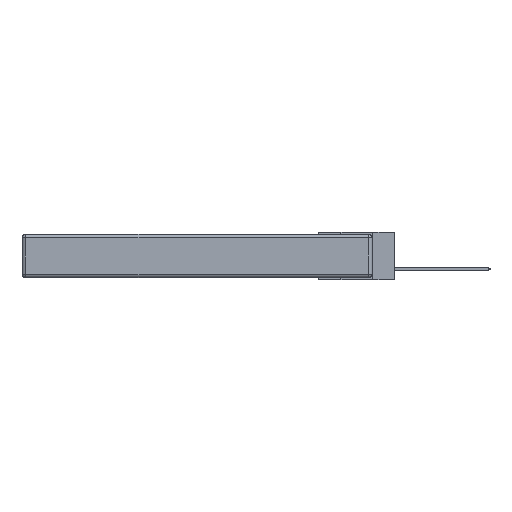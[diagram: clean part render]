
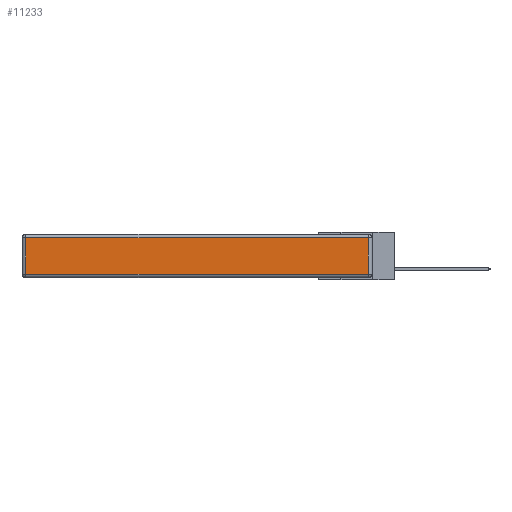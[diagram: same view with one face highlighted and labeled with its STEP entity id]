
A CAD part, left-side view. The second image highlights one B-rep face of the part: STEP entity #11233.
In plain terms, the highlighted planar face has unit normal (-1, 0, 0).
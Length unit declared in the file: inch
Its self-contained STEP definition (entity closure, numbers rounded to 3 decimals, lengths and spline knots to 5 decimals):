
#5 = VERTEX_POINT ( 'NONE', #9948 ) ;
#797 = LINE ( 'NONE', #3153, #15171 ) ;
#1126 = VECTOR ( 'NONE', #14749, 39.37008 ) ;
#1278 = VECTOR ( 'NONE', #18376, 39.37008 ) ;
#1457 = CARTESIAN_POINT ( 'NONE',  ( 0., 0., -0.343 ) ) ;
#3153 = CARTESIAN_POINT ( 'NONE',  ( 0., 2.75, -0.03 ) ) ;
#3745 = EDGE_CURVE ( 'NONE', #8058, #8541, #797, .T. ) ;
#3813 = AXIS2_PLACEMENT_3D ( 'NONE', #1457, #17847, #12929 ) ;
#3960 = DIRECTION ( 'NONE',  ( 0., -1., 0. ) ) ;
#4328 = LINE ( 'NONE', #20337, #15300 ) ;
#5331 = FACE_OUTER_BOUND ( 'NONE', #20861, .T. ) ;
#6209 = ORIENTED_EDGE ( 'NONE', *, *, #8394, .T. ) ;
#6240 = CARTESIAN_POINT ( 'NONE',  ( 0., 0.03, -0.343 ) ) ;
#6630 = VERTEX_POINT ( 'NONE', #9710 ) ;
#8058 = VERTEX_POINT ( 'NONE', #14968 ) ;
#8394 = EDGE_CURVE ( 'NONE', #8541, #5, #14353, .T. ) ;
#8541 = VERTEX_POINT ( 'NONE', #11910 ) ;
#9710 = CARTESIAN_POINT ( 'NONE',  ( 0., 0.03, -0.313 ) ) ;
#9948 = CARTESIAN_POINT ( 'NONE',  ( 0., 2.72, -0.313 ) ) ;
#10447 = EDGE_CURVE ( 'NONE', #5, #6630, #4328, .T. ) ;
#10522 = ORIENTED_EDGE ( 'NONE', *, *, #10447, .T. ) ;
#11233 = ADVANCED_FACE ( 'NONE', ( #5331 ), #17916, .T. ) ;
#11563 = CARTESIAN_POINT ( 'NONE',  ( 0., 2.72, -0.343 ) ) ;
#11721 = EDGE_CURVE ( 'NONE', #6630, #8058, #16828, .T. ) ;
#11910 = CARTESIAN_POINT ( 'NONE',  ( 0., 2.72, -0.03 ) ) ;
#12929 = DIRECTION ( 'NONE',  ( 0., 0., 1. ) ) ;
#14353 = LINE ( 'NONE', #11563, #1278 ) ;
#14600 = ORIENTED_EDGE ( 'NONE', *, *, #11721, .T. ) ;
#14749 = DIRECTION ( 'NONE',  ( 0., 0., 1. ) ) ;
#14968 = CARTESIAN_POINT ( 'NONE',  ( 0., 0.03, -0.03 ) ) ;
#14997 = ORIENTED_EDGE ( 'NONE', *, *, #3745, .T. ) ;
#15171 = VECTOR ( 'NONE', #16587, 39.37008 ) ;
#15300 = VECTOR ( 'NONE', #3960, 39.37008 ) ;
#16587 = DIRECTION ( 'NONE',  ( 0., 1., 0. ) ) ;
#16828 = LINE ( 'NONE', #6240, #1126 ) ;
#17847 = DIRECTION ( 'NONE',  ( -1., 0., 0. ) ) ;
#17916 = PLANE ( 'NONE',  #3813 ) ;
#18376 = DIRECTION ( 'NONE',  ( 0., 0., -1. ) ) ;
#20337 = CARTESIAN_POINT ( 'NONE',  ( 0., 0., -0.313 ) ) ;
#20861 = EDGE_LOOP ( 'NONE', ( #10522, #14600, #14997, #6209 ) ) ;
